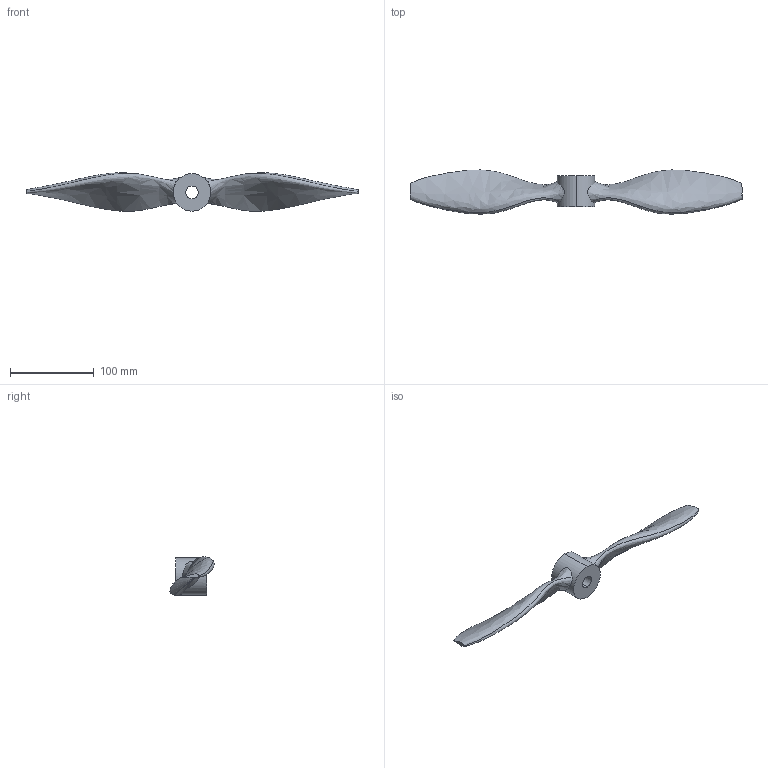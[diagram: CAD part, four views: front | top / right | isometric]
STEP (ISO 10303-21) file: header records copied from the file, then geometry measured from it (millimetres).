
FILE_DESCRIPTION (( 'STEP AP203' ), '1' );
FILE_NAME ('forwardflight propeller_Default_sldprt.STEP', '2021-10-19T22:41:56', ( '' ), ( '' ), 'SwSTEP 2.0', 'SolidWorks 2021', '' );
FILE_SCHEMA (( 'CONFIG_CONTROL_DESIGN' ));
Length unit declared in the file: centimetre
Products named in the file (1): forwardflight propeller_Default_sldprt
Bounding box: 397.5 x 52.84 x 46.13 mm (x, y, z)
Volume: 183329.2 mm3; surface area: 46286.9 mm2
Topology: 1 solids, 1 shells, 12 faces, 24 edges, 16 vertices
Faces by surface type: cylinder 4, plane 4, bspline 4
Entity records: 1541 total; most frequent: CARTESIAN_POINT 1233, ORIENTED_EDGE 48, DIRECTION 38, EDGE_CURVE 24, AXIS2_PLACEMENT_3D 17, EDGE_LOOP 16, VERTEX_POINT 16, B_SPLINE_CURVE_WITH_KNOTS 12
